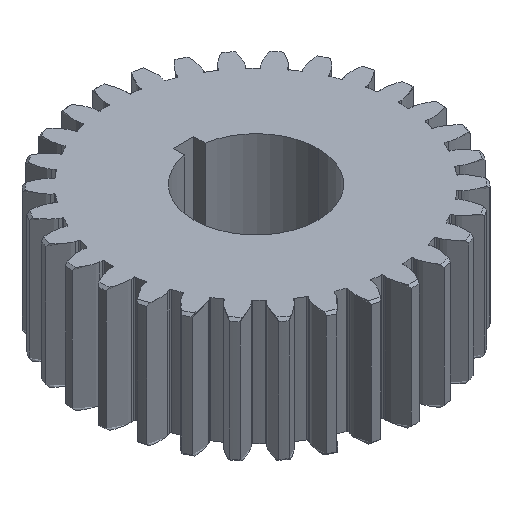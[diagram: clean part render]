
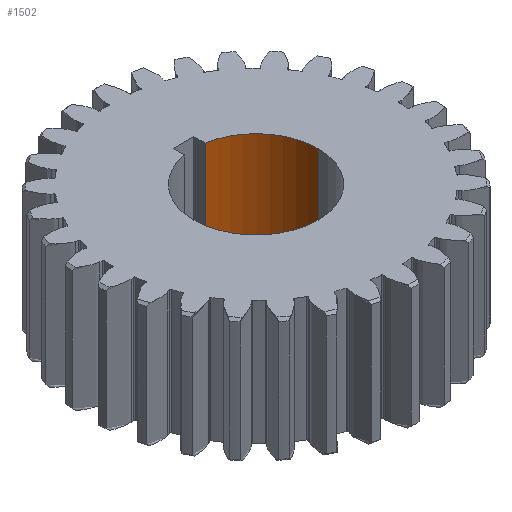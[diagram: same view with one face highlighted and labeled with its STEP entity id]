
A CAD part, isometric view. The second image highlights one B-rep face of the part: STEP entity #1502.
In plain terms, the highlighted cylindrical face has radius 9.525 mm (diameter 19.05 mm), a partial arc.
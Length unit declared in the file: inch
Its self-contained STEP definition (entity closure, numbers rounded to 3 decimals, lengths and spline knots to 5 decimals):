
#243 = LINE ( 'NONE', #8745, #5226 ) ;
#285 = CARTESIAN_POINT ( 'NONE',  ( 0., 0., -0.375 ) ) ;
#666 = AXIS2_PLACEMENT_3D ( 'NONE', #8048, #2354, #4504 ) ;
#844 = LINE ( 'NONE', #6987, #7040 ) ;
#1340 = DIRECTION ( 'NONE',  ( 0., 0., 1. ) ) ;
#1502 = ADVANCED_FACE ( 'NONE', ( #9870 ), #5242, .F. ) ;
#2348 = VERTEX_POINT ( 'NONE', #4770 ) ;
#2354 = DIRECTION ( 'NONE',  ( 0., 0., 1. ) ) ;
#3199 = CIRCLE ( 'NONE', #666, 0.375 ) ;
#3356 = EDGE_LOOP ( 'NONE', ( #11901, #12502, #11018, #9086 ) ) ;
#3469 = EDGE_CURVE ( 'NONE', #11740, #2348, #12210, .T. ) ;
#4504 = DIRECTION ( 'NONE',  ( 1., 0., 0. ) ) ;
#4588 = VERTEX_POINT ( 'NONE', #7556 ) ;
#4636 = DIRECTION ( 'NONE',  ( 0., 0., 1. ) ) ;
#4770 = CARTESIAN_POINT ( 'NONE',  ( 0.0625, 0.36975, -0.375 ) ) ;
#5226 = VECTOR ( 'NONE', #1340, 39.37008 ) ;
#5242 = CYLINDRICAL_SURFACE ( 'NONE', #13419, 0.375 ) ;
#5887 = DIRECTION ( 'NONE',  ( 1., 0., 0. ) ) ;
#6987 = CARTESIAN_POINT ( 'NONE',  ( 0.0625, 0.36975, -0.375 ) ) ;
#7040 = VECTOR ( 'NONE', #15387, 39.37008 ) ;
#7168 = VERTEX_POINT ( 'NONE', #11610 ) ;
#7556 = CARTESIAN_POINT ( 'NONE',  ( 0.0625, 0.36975, 0.375 ) ) ;
#7967 = AXIS2_PLACEMENT_3D ( 'NONE', #285, #4636, #5887 ) ;
#8048 = CARTESIAN_POINT ( 'NONE',  ( 0., 0., 0.375 ) ) ;
#8161 = EDGE_CURVE ( 'NONE', #7168, #4588, #3199, .T. ) ;
#8745 = CARTESIAN_POINT ( 'NONE',  ( 0.375, 0., -0.375 ) ) ;
#9086 = ORIENTED_EDGE ( 'NONE', *, *, #13247, .F. ) ;
#9399 = EDGE_CURVE ( 'NONE', #11740, #7168, #243, .T. ) ;
#9870 = FACE_OUTER_BOUND ( 'NONE', #3356, .T. ) ;
#10030 = DIRECTION ( 'NONE',  ( 0., 0., 1. ) ) ;
#11018 = ORIENTED_EDGE ( 'NONE', *, *, #8161, .T. ) ;
#11120 = DIRECTION ( 'NONE',  ( 1., 0., 0. ) ) ;
#11536 = CARTESIAN_POINT ( 'NONE',  ( 0.375, 0., -0.375 ) ) ;
#11610 = CARTESIAN_POINT ( 'NONE',  ( 0.375, 0., 0.375 ) ) ;
#11740 = VERTEX_POINT ( 'NONE', #11536 ) ;
#11901 = ORIENTED_EDGE ( 'NONE', *, *, #3469, .F. ) ;
#12210 = CIRCLE ( 'NONE', #7967, 0.375 ) ;
#12502 = ORIENTED_EDGE ( 'NONE', *, *, #9399, .T. ) ;
#13247 = EDGE_CURVE ( 'NONE', #2348, #4588, #844, .T. ) ;
#13419 = AXIS2_PLACEMENT_3D ( 'NONE', #14647, #10030, #11120 ) ;
#14647 = CARTESIAN_POINT ( 'NONE',  ( 0., 0., -0.375 ) ) ;
#15387 = DIRECTION ( 'NONE',  ( 0., 0., 1. ) ) ;
